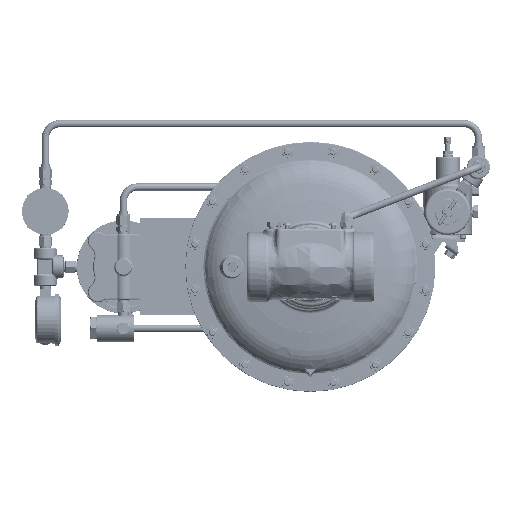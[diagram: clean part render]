
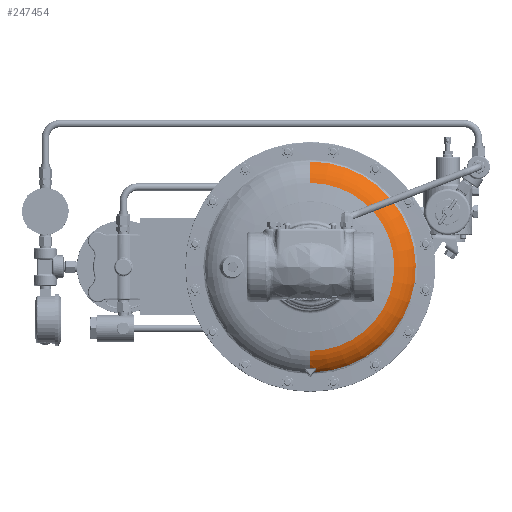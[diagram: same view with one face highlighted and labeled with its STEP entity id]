
A CAD part, front view. The second image highlights one B-rep face of the part: STEP entity #247454.
In plain terms, the highlighted toroidal (fillet/blend) face has major radius 101.323 mm and minor radius 46.038 mm.
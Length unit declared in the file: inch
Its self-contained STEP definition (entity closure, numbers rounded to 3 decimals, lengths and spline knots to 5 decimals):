
#2119 = CARTESIAN_POINT ( 'NONE',  ( 0.21609, 10.20356, -5.42991 ) ) ;
#3530 = VERTEX_POINT ( 'NONE', #396212 ) ;
#8088 = CARTESIAN_POINT ( 'NONE',  ( 0.28215, 9.99585, -5.24276 ) ) ;
#9088 = CIRCLE ( 'NONE', #300481, 1.8125 ) ;
#10170 = CARTESIAN_POINT ( 'NONE',  ( 0.29543, 10.00871, -5.25522 ) ) ;
#10479 = CARTESIAN_POINT ( 'NONE',  ( 0., 9.51747, -4.33036 ) ) ;
#18471 = CARTESIAN_POINT ( 'NONE',  ( 0.28423, 10.08897, -5.33227 ) ) ;
#36945 = CARTESIAN_POINT ( 'NONE',  ( 0., 11.29756, -3.98911 ) ) ;
#43199 = DIRECTION ( 'NONE',  ( 0., 0., 1. ) ) ;
#45076 = DIRECTION ( 'NONE',  ( 0., -1., 0. ) ) ;
#46158 = CARTESIAN_POINT ( 'NONE',  ( 0.2881, 10.08311, -5.32681 ) ) ;
#47919 = DIRECTION ( 'NONE',  ( 0., -1., 0. ) ) ;
#56739 = CARTESIAN_POINT ( 'NONE',  ( 0.26023, 10.12528, -5.36609 ) ) ;
#60515 = ORIENTED_EDGE ( 'NONE', *, *, #137854, .T. ) ;
#70337 = AXIS2_PLACEMENT_3D ( 'NONE', #36945, #397699, #43199 ) ;
#72358 = CIRCLE ( 'NONE', #309486, 4.33036 ) ;
#75463 = CARTESIAN_POINT ( 'NONE',  ( 0., 10.20356, 5.43421 ) ) ;
#75982 = CARTESIAN_POINT ( 'NONE',  ( 0.3027, 10.02705, -5.27312 ) ) ;
#78948 = VERTEX_POINT ( 'NONE', #10479 ) ;
#81148 = CARTESIAN_POINT ( 'NONE',  ( 0., 10.20356, 0. ) ) ;
#81323 = EDGE_CURVE ( 'NONE', #357282, #78948, #144844, .T. ) ;
#93669 = EDGE_CURVE ( 'NONE', #355747, #111131, #356198, .T. ) ;
#103655 = CARTESIAN_POINT ( 'NONE',  ( 0.25606, 9.98365, -5.23138 ) ) ;
#110714 = CARTESIAN_POINT ( 'NONE',  ( 0., 11.29756, 0. ) ) ;
#111131 = VERTEX_POINT ( 'NONE', #402729 ) ;
#120451 = CARTESIAN_POINT ( 'NONE',  ( 0.28423, 10.08897, -5.33227 ) ) ;
#122551 = CARTESIAN_POINT ( 'NONE',  ( 0.21609, 10.20356, -5.42991 ) ) ;
#126298 = ORIENTED_EDGE ( 'NONE', *, *, #81323, .F. ) ;
#137426 = EDGE_CURVE ( 'NONE', #169789, #284635, #388187, .T. ) ;
#137854 = EDGE_CURVE ( 'NONE', #357282, #197396, #156989, .T. ) ;
#139698 = CARTESIAN_POINT ( 'NONE',  ( 0.30129, 10.02081, -5.26702 ) ) ;
#143045 = CARTESIAN_POINT ( 'NONE',  ( 0., 9.51747, 0. ) ) ;
#144844 = CIRCLE ( 'NONE', #70337, 1.8125 ) ;
#145575 = CARTESIAN_POINT ( 'NONE',  ( 0., 9.51747, 0. ) ) ;
#145703 = B_SPLINE_CURVE_WITH_KNOTS ( 'NONE', 3,
 ( #267052, #264955, #298817, #394409, #103655, #201259, #203328, #332761, #8088, #300895, #10170, #139698, #75982, #150067, #243491, #311317, #341074, #245583, #46158, #18471 ),
 .UNSPECIFIED., .F., .F.,
 ( 4, 2, 2, 2, 2, 2, 2, 2, 2, 4 ),
 ( 0., 0.00068, 0.00135, 0.00169, 0.00203, 0.0027, 0.00338, 0.00405, 0.00473, 0.0054 ),
 .UNSPECIFIED. ) ;
#150067 = CARTESIAN_POINT ( 'NONE',  ( 0.30336, 10.03983, -5.28554 ) ) ;
#156989 = CIRCLE ( 'NONE', #279033, 5.23236 ) ;
#161081 = DIRECTION ( 'NONE',  ( 0., -1., 0. ) ) ;
#169789 = VERTEX_POINT ( 'NONE', #2119 ) ;
#171876 = EDGE_CURVE ( 'NONE', #197396, #3530, #145703, .T. ) ;
#182561 = ORIENTED_EDGE ( 'NONE', *, *, #93669, .F. ) ;
#189903 = CARTESIAN_POINT ( 'NONE',  ( 0., 9.97866, -5.23236 ) ) ;
#190496 = EDGE_CURVE ( 'NONE', #3530, #169789, #397337, .T. ) ;
#192018 = ORIENTED_EDGE ( 'NONE', *, *, #351803, .F. ) ;
#195003 = CARTESIAN_POINT ( 'NONE',  ( 0., 9.97866, 0. ) ) ;
#197396 = VERTEX_POINT ( 'NONE', #293539 ) ;
#198210 = TOROIDAL_SURFACE ( 'NONE', #415104, 3.98911, 1.8125 ) ;
#201259 = CARTESIAN_POINT ( 'NONE',  ( 0.26796, 9.98805, -5.2354 ) ) ;
#203328 = CARTESIAN_POINT ( 'NONE',  ( 0.27182, 9.98978, -5.23701 ) ) ;
#209244 = DIRECTION ( 'NONE',  ( 0., 0., 1. ) ) ;
#209787 = ORIENTED_EDGE ( 'NONE', *, *, #190496, .T. ) ;
#213766 = AXIS2_PLACEMENT_3D ( 'NONE', #145575, #47919, #209244 ) ;
#216682 = CARTESIAN_POINT ( 'NONE',  ( 0., 11.29756, 3.98911 ) ) ;
#229497 = EDGE_LOOP ( 'NONE', ( #126298, #60515, #264594, #209787, #353195, #264354, #182561, #192018 ) ) ;
#243491 = CARTESIAN_POINT ( 'NONE',  ( 0.30259, 10.04618, -5.29169 ) ) ;
#245583 = CARTESIAN_POINT ( 'NONE',  ( 0.29152, 10.07714, -5.32121 ) ) ;
#247454 = ADVANCED_FACE ( 'NONE', ( #369555 ), #198210, .T. ) ;
#251186 = EDGE_CURVE ( 'NONE', #284635, #111131, #9088, .T. ) ;
#264354 = ORIENTED_EDGE ( 'NONE', *, *, #251186, .T. ) ;
#264594 = ORIENTED_EDGE ( 'NONE', *, *, #171876, .T. ) ;
#264955 = CARTESIAN_POINT ( 'NONE',  ( 0.2211, 9.97866, -5.2277 ) ) ;
#267052 = CARTESIAN_POINT ( 'NONE',  ( 0.21218, 9.97866, -5.22806 ) ) ;
#272462 = DIRECTION ( 'NONE',  ( 0., 0., 1. ) ) ;
#276196 = DIRECTION ( 'NONE',  ( 1., 0., 0. ) ) ;
#279033 = AXIS2_PLACEMENT_3D ( 'NONE', #195003, #161081, #326501 ) ;
#284635 = VERTEX_POINT ( 'NONE', #75463 ) ;
#293539 = CARTESIAN_POINT ( 'NONE',  ( 0.21218, 9.97866, -5.22806 ) ) ;
#298817 = CARTESIAN_POINT ( 'NONE',  ( 0.22995, 9.97918, -5.22786 ) ) ;
#300481 = AXIS2_PLACEMENT_3D ( 'NONE', #216682, #276196, #316367 ) ;
#300895 = CARTESIAN_POINT ( 'NONE',  ( 0.291, 10.00308, -5.24973 ) ) ;
#309486 = AXIS2_PLACEMENT_3D ( 'NONE', #143045, #370076, #272462 ) ;
#311317 = CARTESIAN_POINT ( 'NONE',  ( 0.29955, 10.0587, -5.30371 ) ) ;
#316367 = DIRECTION ( 'NONE',  ( 0., 0., -1. ) ) ;
#326501 = DIRECTION ( 'NONE',  ( 0., 0., -1. ) ) ;
#332761 = CARTESIAN_POINT ( 'NONE',  ( 0.27889, 9.99368, -5.24069 ) ) ;
#333552 = DIRECTION ( 'NONE',  ( 0., 0., 1. ) ) ;
#333886 = AXIS2_PLACEMENT_3D ( 'NONE', #81148, #45076, #405807 ) ;
#341074 = CARTESIAN_POINT ( 'NONE',  ( 0.29725, 10.06492, -5.30964 ) ) ;
#351803 = EDGE_CURVE ( 'NONE', #78948, #355747, #72358, .T. ) ;
#353195 = ORIENTED_EDGE ( 'NONE', *, *, #137426, .T. ) ;
#355747 = VERTEX_POINT ( 'NONE', #371750 ) ;
#356198 = CIRCLE ( 'NONE', #213766, 4.33036 ) ;
#357282 = VERTEX_POINT ( 'NONE', #189903 ) ;
#369555 = FACE_OUTER_BOUND ( 'NONE', #229497, .T. ) ;
#370076 = DIRECTION ( 'NONE',  ( 0., -1., 0. ) ) ;
#371750 = CARTESIAN_POINT ( 'NONE',  ( 4.33036, 9.51747, 0. ) ) ;
#379330 = CARTESIAN_POINT ( 'NONE',  ( 0.23747, 10.16347, -5.39869 ) ) ;
#388187 = CIRCLE ( 'NONE', #333886, 5.43421 ) ;
#394409 = CARTESIAN_POINT ( 'NONE',  ( 0.24746, 9.98167, -5.2297 ) ) ;
#395211 = DIRECTION ( 'NONE',  ( 0., -1., 0. ) ) ;
#396212 = CARTESIAN_POINT ( 'NONE',  ( 0.28423, 10.08897, -5.33227 ) ) ;
#397337 = B_SPLINE_CURVE_WITH_KNOTS ( 'NONE', 3,
 ( #120451, #56739, #379330, #122551 ),
 .UNSPECIFIED., .F., .F.,
 ( 4, 4 ),
 ( 0., 0.0042 ),
 .UNSPECIFIED. ) ;
#397699 = DIRECTION ( 'NONE',  ( -1., 0., 0. ) ) ;
#402729 = CARTESIAN_POINT ( 'NONE',  ( 0., 9.51747, 4.33036 ) ) ;
#405807 = DIRECTION ( 'NONE',  ( 0., 0., -1. ) ) ;
#415104 = AXIS2_PLACEMENT_3D ( 'NONE', #110714, #395211, #333552 ) ;
